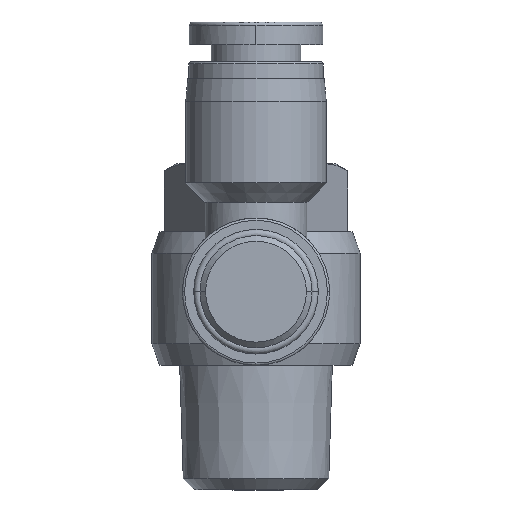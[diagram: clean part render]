
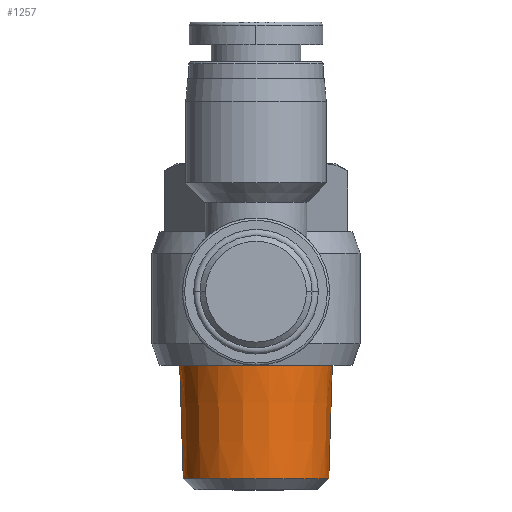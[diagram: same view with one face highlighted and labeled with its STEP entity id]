
A CAD part, left-side view. The second image highlights one B-rep face of the part: STEP entity #1257.
In plain terms, the highlighted conical face has half-angle 1.79 degrees and reference radius 6.562 mm.
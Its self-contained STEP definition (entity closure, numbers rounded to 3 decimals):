
#1216=CARTESIAN_POINT('',(48.977,27.973,20.177));
#1217=DIRECTION('',(-1.0,0.,0.));
#1218=DIRECTION('',(0.0,1.0,0.0));
#1219=AXIS2_PLACEMENT_3D('',#1216,#1217,#1218);
#1220=CONICAL_SURFACE('',#1219,6.563,1.79);
#1221=CARTESIAN_POINT('',(53.478,34.395,20.177));
#1222=VERTEX_POINT('',#1221);
#1223=CARTESIAN_POINT('',(43.477,34.707,20.177));
#1224=VERTEX_POINT('',#1223);
#1225=CARTESIAN_POINT('',(53.478,34.395,20.177));
#1226=DIRECTION('',(-1.,0.031,0.));
#1227=VECTOR('',#1226,10.005);
#1228=LINE('',#1225,#1227);
#1229=EDGE_CURVE('',#1222,#1224,#1228,.T.);
#1230=ORIENTED_EDGE('',*,*,#1229,.F.);
#1231=CARTESIAN_POINT('',(53.478,21.551,20.177));
#1232=VERTEX_POINT('',#1231);
#1233=CARTESIAN_POINT('',(53.478,27.973,20.177));
#1234=DIRECTION('',(1.0,0.0,0.0));
#1235=DIRECTION('',(0.0,-1.0,0.0));
#1236=AXIS2_PLACEMENT_3D('',#1233,#1234,#1235);
#1237=CIRCLE('',#1236,6.422);
#1238=EDGE_CURVE('',#1232,#1222,#1237,.T.);
#1239=ORIENTED_EDGE('',*,*,#1238,.F.);
#1240=CARTESIAN_POINT('',(43.477,21.238,20.177));
#1241=VERTEX_POINT('',#1240);
#1242=CARTESIAN_POINT('',(53.478,21.551,20.177));
#1243=DIRECTION('',(-1.,-0.031,0.));
#1244=VECTOR('',#1243,10.005);
#1245=LINE('',#1242,#1244);
#1246=EDGE_CURVE('',#1232,#1241,#1245,.T.);
#1247=ORIENTED_EDGE('',*,*,#1246,.T.);
#1248=CARTESIAN_POINT('',(43.477,27.973,20.177));
#1249=DIRECTION('',(-1.0,0.0,0.0));
#1250=DIRECTION('',(0.0,1.0,0.0));
#1251=AXIS2_PLACEMENT_3D('',#1248,#1249,#1250);
#1252=CIRCLE('',#1251,6.734);
#1253=EDGE_CURVE('',#1224,#1241,#1252,.T.);
#1254=ORIENTED_EDGE('',*,*,#1253,.F.);
#1255=EDGE_LOOP('',(#1230,#1239,#1247,#1254));
#1256=FACE_OUTER_BOUND('',#1255,.T.);
#1257=ADVANCED_FACE('',(#1256),#1220,.T.);
